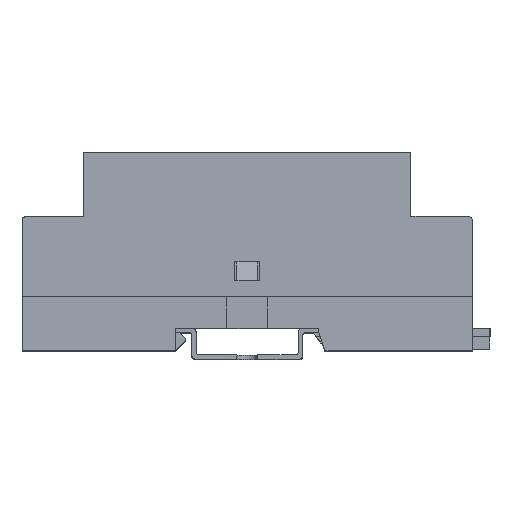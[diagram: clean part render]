
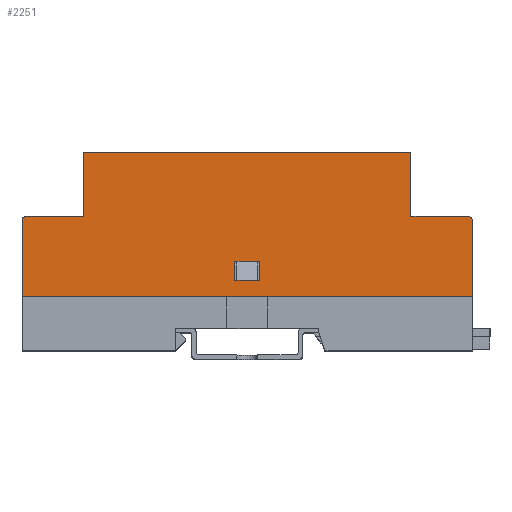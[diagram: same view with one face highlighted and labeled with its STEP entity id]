
A CAD part, top view. The second image highlights one B-rep face of the part: STEP entity #2251.
In plain terms, the highlighted face is planar.
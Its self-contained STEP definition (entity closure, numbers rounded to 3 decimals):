
#533 = CARTESIAN_POINT ( 'NONE',  ( -55., 0., -35. ) ) ;
#576 = CARTESIAN_POINT ( 'NONE',  ( -40., 19.6, -35. ) ) ;
#1105 = VERTEX_POINT ( 'NONE', #13010 ) ;
#1497 = LINE ( 'NONE', #21887, #2562 ) ;
#1572 = DIRECTION ( 'NONE',  ( 0., 0., 1. ) ) ;
#1987 = EDGE_CURVE ( 'NONE', #5235, #22551, #19218, .T. ) ;
#2251 = ADVANCED_FACE ( 'NONE', ( #16364, #3353 ), #5975, .F. ) ;
#2562 = VECTOR ( 'NONE', #24057, 1000. ) ;
#2576 = DIRECTION ( 'NONE',  ( 0., -1., 0. ) ) ;
#2960 = CIRCLE ( 'NONE', #19842, 1. ) ;
#3155 = DIRECTION ( 'NONE',  ( 0., 1., 0. ) ) ;
#3353 = FACE_OUTER_BOUND ( 'NONE', #14899, .T. ) ;
#3913 = VERTEX_POINT ( 'NONE', #28481 ) ;
#4245 = EDGE_CURVE ( 'NONE', #13857, #17692, #11434, .T. ) ;
#4266 = VERTEX_POINT ( 'NONE', #9305 ) ;
#4369 = AXIS2_PLACEMENT_3D ( 'NONE', #28694, #1572, #17468 ) ;
#4578 = CARTESIAN_POINT ( 'NONE',  ( 55., 19.6, -35. ) ) ;
#4600 = CARTESIAN_POINT ( 'NONE',  ( 55., 35.3, -35. ) ) ;
#4704 = EDGE_CURVE ( 'NONE', #17692, #5235, #27901, .T. ) ;
#4804 = CARTESIAN_POINT ( 'NONE',  ( 54., 19.6, -35. ) ) ;
#5128 = VECTOR ( 'NONE', #3155, 1000. ) ;
#5235 = VERTEX_POINT ( 'NONE', #22623 ) ;
#5265 = CARTESIAN_POINT ( 'NONE',  ( -55., 35.3, -35. ) ) ;
#5394 = VECTOR ( 'NONE', #7028, 1000. ) ;
#5470 = AXIS2_PLACEMENT_3D ( 'NONE', #27162, #15972, #18296 ) ;
#5497 = CARTESIAN_POINT ( 'NONE',  ( -40., 19.6, -35. ) ) ;
#5498 = VECTOR ( 'NONE', #22559, 1000. ) ;
#5656 = ORIENTED_EDGE ( 'NONE', *, *, #4704, .F. ) ;
#5681 = DIRECTION ( 'NONE',  ( 1., 0., 0. ) ) ;
#5975 = PLANE ( 'NONE',  #4369 ) ;
#6071 = CARTESIAN_POINT ( 'NONE',  ( -55., 18.6, -35. ) ) ;
#6858 = EDGE_CURVE ( 'NONE', #14342, #14704, #20364, .T. ) ;
#7028 = DIRECTION ( 'NONE',  ( -1., 0., 0. ) ) ;
#7071 = LINE ( 'NONE', #533, #24307 ) ;
#8555 = EDGE_CURVE ( 'NONE', #18037, #27225, #11205, .T. ) ;
#9053 = VECTOR ( 'NONE', #18781, 1000. ) ;
#9117 = CARTESIAN_POINT ( 'NONE',  ( 40., 19.6, -35. ) ) ;
#9148 = DIRECTION ( 'NONE',  ( 0., -1., 0. ) ) ;
#9235 = EDGE_CURVE ( 'NONE', #27882, #3913, #1497, .T. ) ;
#9305 = CARTESIAN_POINT ( 'NONE',  ( 55., 0., -35. ) ) ;
#9399 = LINE ( 'NONE', #4578, #5498 ) ;
#9498 = CARTESIAN_POINT ( 'NONE',  ( 3., 4., -35. ) ) ;
#9512 = VECTOR ( 'NONE', #9716, 1000. ) ;
#9713 = VECTOR ( 'NONE', #5681, 1000. ) ;
#9716 = DIRECTION ( 'NONE',  ( -1., 0., 0. ) ) ;
#9766 = EDGE_CURVE ( 'NONE', #4266, #27225, #7071, .T. ) ;
#10135 = ORIENTED_EDGE ( 'NONE', *, *, #16408, .T. ) ;
#10197 = LINE ( 'NONE', #18182, #15477 ) ;
#10394 = CARTESIAN_POINT ( 'NONE',  ( -40., 35.3, -35. ) ) ;
#10562 = EDGE_CURVE ( 'NONE', #3913, #17267, #26010, .T. ) ;
#11205 = LINE ( 'NONE', #27741, #9053 ) ;
#11434 = LINE ( 'NONE', #27462, #5394 ) ;
#12624 = EDGE_CURVE ( 'NONE', #1105, #17267, #23060, .T. ) ;
#12817 = DIRECTION ( 'NONE',  ( 1., 0., 0. ) ) ;
#13010 = CARTESIAN_POINT ( 'NONE',  ( -40., 19.6, -35. ) ) ;
#13136 = ORIENTED_EDGE ( 'NONE', *, *, #4245, .F. ) ;
#13450 = VERTEX_POINT ( 'NONE', #28583 ) ;
#13857 = VERTEX_POINT ( 'NONE', #9498 ) ;
#14320 = CARTESIAN_POINT ( 'NONE',  ( 3., 8.7, -35. ) ) ;
#14342 = VERTEX_POINT ( 'NONE', #4804 ) ;
#14704 = VERTEX_POINT ( 'NONE', #24907 ) ;
#14899 = EDGE_LOOP ( 'NONE', ( #26051, #27329, #16472, #27591, #16420, #22762, #19923, #26409, #10135, #21578 ) ) ;
#15477 = VECTOR ( 'NONE', #2576, 1000. ) ;
#15535 = CARTESIAN_POINT ( 'NONE',  ( -55., 0., -35. ) ) ;
#15972 = DIRECTION ( 'NONE',  ( 0., 0., -1. ) ) ;
#16216 = CARTESIAN_POINT ( 'NONE',  ( -3., 4., -35. ) ) ;
#16234 = EDGE_CURVE ( 'NONE', #18037, #13450, #2960, .T. ) ;
#16364 = FACE_BOUND ( 'NONE', #16940, .T. ) ;
#16408 = EDGE_CURVE ( 'NONE', #14704, #4266, #27926, .T. ) ;
#16420 = ORIENTED_EDGE ( 'NONE', *, *, #10562, .F. ) ;
#16472 = ORIENTED_EDGE ( 'NONE', *, *, #24494, .F. ) ;
#16940 = EDGE_LOOP ( 'NONE', ( #25014, #5656, #13136, #19588 ) ) ;
#17267 = VERTEX_POINT ( 'NONE', #10394 ) ;
#17397 = CARTESIAN_POINT ( 'NONE',  ( -54., 18.6, -35. ) ) ;
#17468 = DIRECTION ( 'NONE',  ( 1., 0., 0. ) ) ;
#17692 = VERTEX_POINT ( 'NONE', #16216 ) ;
#18037 = VERTEX_POINT ( 'NONE', #6071 ) ;
#18182 = CARTESIAN_POINT ( 'NONE',  ( 3., 8.7, -35. ) ) ;
#18296 = DIRECTION ( 'NONE',  ( 1., 0., 0. ) ) ;
#18774 = DIRECTION ( 'NONE',  ( -1., 0., 0. ) ) ;
#18781 = DIRECTION ( 'NONE',  ( 0., -1., 0. ) ) ;
#19218 = LINE ( 'NONE', #22868, #9713 ) ;
#19338 = VECTOR ( 'NONE', #23037, 1000. ) ;
#19588 = ORIENTED_EDGE ( 'NONE', *, *, #25472, .F. ) ;
#19760 = DIRECTION ( 'NONE',  ( 0., 0., -1. ) ) ;
#19842 = AXIS2_PLACEMENT_3D ( 'NONE', #17397, #19760, #12817 ) ;
#19923 = ORIENTED_EDGE ( 'NONE', *, *, #20567, .F. ) ;
#20364 = CIRCLE ( 'NONE', #5470, 1. ) ;
#20567 = EDGE_CURVE ( 'NONE', #14342, #27882, #9399, .T. ) ;
#21578 = ORIENTED_EDGE ( 'NONE', *, *, #9766, .T. ) ;
#21887 = CARTESIAN_POINT ( 'NONE',  ( 40., 19.6, -35. ) ) ;
#22551 = VERTEX_POINT ( 'NONE', #14320 ) ;
#22559 = DIRECTION ( 'NONE',  ( -1., 0., 0. ) ) ;
#22623 = CARTESIAN_POINT ( 'NONE',  ( -3., 8.7, -35. ) ) ;
#22632 = VECTOR ( 'NONE', #9148, 1000. ) ;
#22762 = ORIENTED_EDGE ( 'NONE', *, *, #9235, .F. ) ;
#22776 = DIRECTION ( 'NONE',  ( 0., 1., 0. ) ) ;
#22868 = CARTESIAN_POINT ( 'NONE',  ( 3., 8.7, -35. ) ) ;
#23037 = DIRECTION ( 'NONE',  ( -1., 0., 0. ) ) ;
#23060 = LINE ( 'NONE', #5497, #5128 ) ;
#24030 = VECTOR ( 'NONE', #22776, 1000. ) ;
#24057 = DIRECTION ( 'NONE',  ( 0., 1., 0. ) ) ;
#24307 = VECTOR ( 'NONE', #18774, 1000. ) ;
#24494 = EDGE_CURVE ( 'NONE', #1105, #13450, #27436, .T. ) ;
#24907 = CARTESIAN_POINT ( 'NONE',  ( 55., 18.6, -35. ) ) ;
#25014 = ORIENTED_EDGE ( 'NONE', *, *, #1987, .F. ) ;
#25472 = EDGE_CURVE ( 'NONE', #22551, #13857, #10197, .T. ) ;
#26010 = LINE ( 'NONE', #5265, #9512 ) ;
#26051 = ORIENTED_EDGE ( 'NONE', *, *, #8555, .F. ) ;
#26409 = ORIENTED_EDGE ( 'NONE', *, *, #6858, .T. ) ;
#26849 = CARTESIAN_POINT ( 'NONE',  ( -3., 8.7, -35. ) ) ;
#27162 = CARTESIAN_POINT ( 'NONE',  ( 54., 18.6, -35. ) ) ;
#27225 = VERTEX_POINT ( 'NONE', #15535 ) ;
#27329 = ORIENTED_EDGE ( 'NONE', *, *, #16234, .T. ) ;
#27436 = LINE ( 'NONE', #576, #19338 ) ;
#27462 = CARTESIAN_POINT ( 'NONE',  ( 3., 4., -35. ) ) ;
#27591 = ORIENTED_EDGE ( 'NONE', *, *, #12624, .T. ) ;
#27741 = CARTESIAN_POINT ( 'NONE',  ( -55., 35.3, -35. ) ) ;
#27882 = VERTEX_POINT ( 'NONE', #9117 ) ;
#27901 = LINE ( 'NONE', #26849, #24030 ) ;
#27926 = LINE ( 'NONE', #4600, #22632 ) ;
#28481 = CARTESIAN_POINT ( 'NONE',  ( 40., 35.3, -35. ) ) ;
#28583 = CARTESIAN_POINT ( 'NONE',  ( -54., 19.6, -35. ) ) ;
#28694 = CARTESIAN_POINT ( 'NONE',  ( -55., 35.3, -35. ) ) ;
